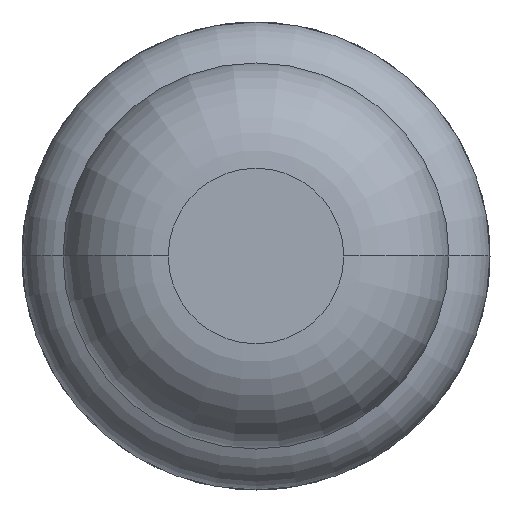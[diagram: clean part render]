
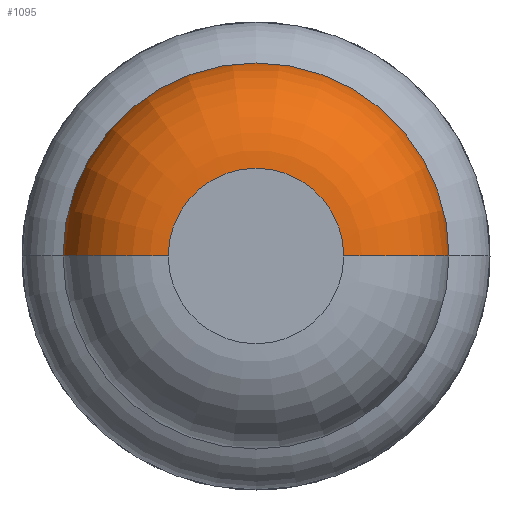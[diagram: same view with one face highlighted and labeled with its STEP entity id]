
A CAD part, front view. The second image highlights one B-rep face of the part: STEP entity #1095.
In plain terms, the highlighted toroidal (fillet/blend) face has major radius 0.375 mm and minor radius 0.45 mm.
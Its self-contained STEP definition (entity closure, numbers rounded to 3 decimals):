
#63 = CARTESIAN_POINT ( 'NONE',  ( -0.825, -31.55, 0. ) ) ;
#344 = VERTEX_POINT ( 'NONE', #835 ) ;
#419 = AXIS2_PLACEMENT_3D ( 'NONE', #1334, #1005, #1926 ) ;
#461 = DIRECTION ( 'NONE',  ( 0., -1., 0. ) ) ;
#810 = DIRECTION ( 'NONE',  ( 1., 0., 0. ) ) ;
#835 = CARTESIAN_POINT ( 'NONE',  ( 0.825, -31.55, 0. ) ) ;
#888 = CARTESIAN_POINT ( 'NONE',  ( -0.375, -32., 0. ) ) ;
#952 = CARTESIAN_POINT ( 'NONE',  ( 0., -31.55, 0. ) ) ;
#1005 = DIRECTION ( 'NONE',  ( 0., 0., 1. ) ) ;
#1052 = EDGE_CURVE ( 'Defeature ausgef�hrt1_8+Defeature ausgef�hrt1_9+Defeature ausgef�hrt1_9+Defeature ausgef�hrt1_9', #344, #2642, #2304, .T. ) ;
#1089 = CARTESIAN_POINT ( 'NONE',  ( 0., -32., 0. ) ) ;
#1095 = ADVANCED_FACE ( 'Defeature ausgef�hrt1_8', ( #1351 ), #3059, .T. ) ;
#1334 = CARTESIAN_POINT ( 'NONE',  ( -0.375, -31.55, 0. ) ) ;
#1351 = FACE_OUTER_BOUND ( 'NONE', #3637, .T. ) ;
#1418 = CARTESIAN_POINT ( 'NONE',  ( 0.375, -31.55, 0. ) ) ;
#1510 = AXIS2_PLACEMENT_3D ( 'NONE', #1418, #3889, #3661 ) ;
#1575 = DIRECTION ( 'NONE',  ( 1., 0., 0. ) ) ;
#1604 = ORIENTED_EDGE ( 'NONE', *, *, #2495, .T. ) ;
#1618 = CARTESIAN_POINT ( 'NONE',  ( 0., -31.55, 0. ) ) ;
#1902 = DIRECTION ( 'NONE',  ( 0., -1., 0. ) ) ;
#1926 = DIRECTION ( 'NONE',  ( 1., 0., 0. ) ) ;
#2203 = ORIENTED_EDGE ( 'NONE', *, *, #1052, .T. ) ;
#2304 = CIRCLE ( 'NONE', #2469, 0.825 ) ;
#2469 = AXIS2_PLACEMENT_3D ( 'NONE', #952, #1902, #1575 ) ;
#2473 = CIRCLE ( 'NONE', #419, 0.45 ) ;
#2495 = EDGE_CURVE ( 'NONE', #2642, #2915, #2473, .T. ) ;
#2522 = CARTESIAN_POINT ( 'NONE',  ( 0.375, -32., 0. ) ) ;
#2628 = AXIS2_PLACEMENT_3D ( 'NONE', #1089, #461, #810 ) ;
#2642 = VERTEX_POINT ( 'NONE', #63 ) ;
#2746 = EDGE_CURVE ( 'Defeature ausgef�hrt1_7+Defeature ausgef�hrt1_8+Defeature ausgef�hrt1_8+Defeature ausgef�hrt1_8', #2927, #2915, #4184, .T. ) ;
#2915 = VERTEX_POINT ( 'NONE', #888 ) ;
#2919 = CIRCLE ( 'NONE', #1510, 0.45 ) ;
#2927 = VERTEX_POINT ( 'NONE', #2522 ) ;
#2930 = DIRECTION ( 'NONE',  ( 1., 0., 0. ) ) ;
#2933 = ORIENTED_EDGE ( 'NONE', *, *, #3099, .F. ) ;
#3059 = TOROIDAL_SURFACE ( 'NONE', #4201, 0.375, 0.45 ) ;
#3099 = EDGE_CURVE ( 'NONE', #344, #2927, #2919, .T. ) ;
#3329 = ORIENTED_EDGE ( 'NONE', *, *, #2746, .F. ) ;
#3581 = DIRECTION ( 'NONE',  ( 0., -1., 0. ) ) ;
#3637 = EDGE_LOOP ( 'NONE', ( #2203, #1604, #3329, #2933 ) ) ;
#3661 = DIRECTION ( 'NONE',  ( -1., 0., 0. ) ) ;
#3889 = DIRECTION ( 'NONE',  ( 0., 0., -1. ) ) ;
#4184 = CIRCLE ( 'NONE', #2628, 0.375 ) ;
#4201 = AXIS2_PLACEMENT_3D ( 'NONE', #1618, #3581, #2930 ) ;
